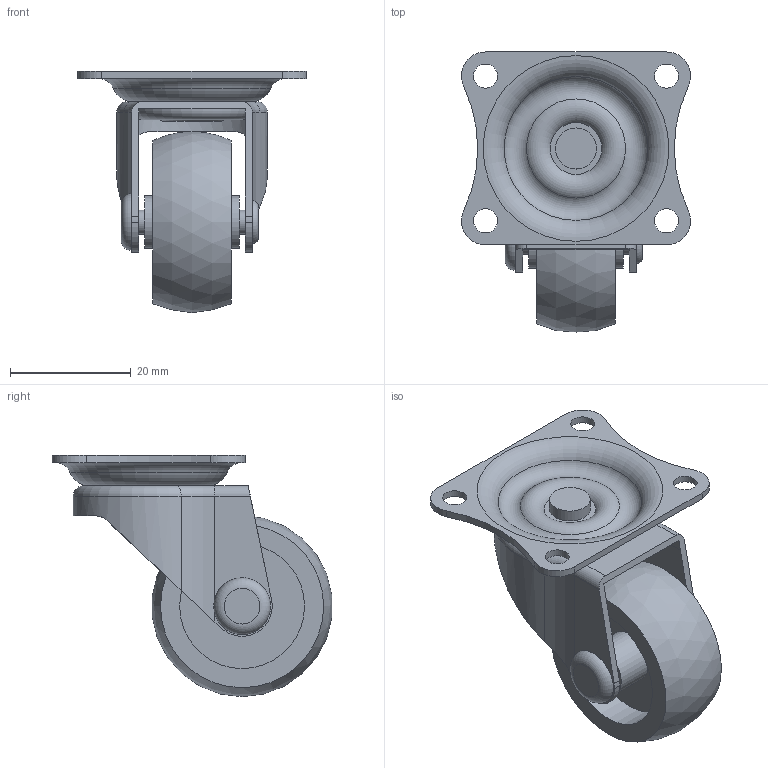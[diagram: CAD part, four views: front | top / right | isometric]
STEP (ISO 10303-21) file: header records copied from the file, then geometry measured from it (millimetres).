
FILE_DESCRIPTION(('FreeCAD Model'),'2;1');
FILE_NAME( 'Caster-swivel-40mm_assembly.step', '2018-07-29T12:46:51',('Author'),(''), 'Open CASCADE STEP processor 7.2','FreeCAD','Unknown');
FILE_SCHEMA(('AUTOMOTIVE_DESIGN { 1 0 10303 214 1 1 1 1 }'));
Length unit declared in the file: millimetre
Products named in the file (3): Caster_40mm_Wheel_30mm_01; Caster_40mm_Wheel_support_01; Caster_40mm_Swivel_plate_01
Bounding box: 37.99 x 46.39 x 40 mm (x, y, z)
Volume: 9786.6 mm3; surface area: 10143.6 mm2
Topology: 3 solids, 3 shells, 98 faces, 213 edges, 135 vertices
Faces by surface type: cylinder 44, plane 33, torus 16, bspline 4, sphere 1
Full cylindrical faces by diameter (mm): 3.6 x1, 4 x6, 4.2 x1, 5.2 x1, 6.8 x1, 7.1 x1, 8.7 x2, 9.4 x1, 10.2 x1, 11 x1, 20.2 x1, 20.7 x2
Entity records: 6351 total; most frequent: CARTESIAN_POINT 2034, DIRECTION 795, ORIENTED_EDGE 426, PCURVE 426, DEFINITIONAL_REPRESENTATION 426, LINE 320, VECTOR 320, AXIS2_PLACEMENT_3D 214
